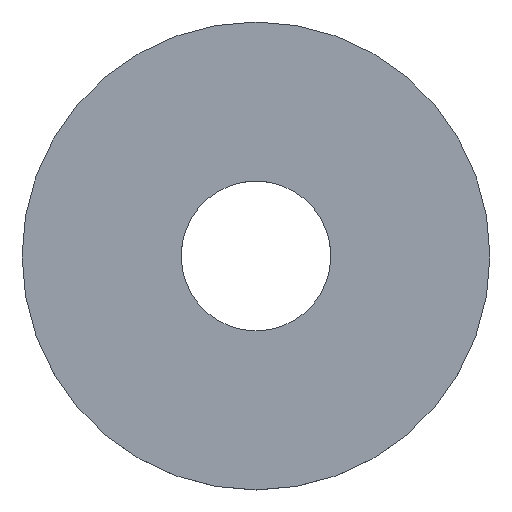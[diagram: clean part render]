
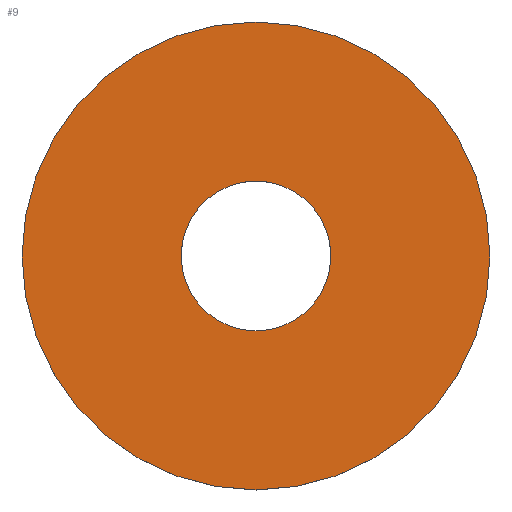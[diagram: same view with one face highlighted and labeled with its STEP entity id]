
A CAD part, top view. The second image highlights one B-rep face of the part: STEP entity #9.
In plain terms, the highlighted planar face has unit normal (0, 0, 1).
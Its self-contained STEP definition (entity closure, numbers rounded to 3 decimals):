
#9 = ADVANCED_FACE ( 'NONE', ( #144, #117 ), #51, .T. ) ;
#14 = DIRECTION ( 'NONE',  ( 0., 0., -1. ) ) ;
#21 = AXIS2_PLACEMENT_3D ( 'NONE', #160, #131, #127 ) ;
#22 = EDGE_CURVE ( 'NONE', #124, #124, #75, .T. ) ;
#25 = ORIENTED_EDGE ( 'NONE', *, *, #63, .T. ) ;
#44 = CARTESIAN_POINT ( 'NONE',  ( 0., 4., 1.4 ) ) ;
#51 = PLANE ( 'NONE',  #21 ) ;
#55 = VERTEX_POINT ( 'NONE', #44 ) ;
#61 = EDGE_LOOP ( 'NONE', ( #167 ) ) ;
#63 = EDGE_CURVE ( 'NONE', #55, #55, #115, .T. ) ;
#64 = EDGE_LOOP ( 'NONE', ( #25 ) ) ;
#75 = CIRCLE ( 'NONE', #80, 12.5 ) ;
#80 = AXIS2_PLACEMENT_3D ( 'NONE', #135, #14, #82 ) ;
#82 = DIRECTION ( 'NONE',  ( 0., 1., 0. ) ) ;
#96 = DIRECTION ( 'NONE',  ( 0., 1., 0. ) ) ;
#115 = CIRCLE ( 'NONE', #159, 4. ) ;
#117 = FACE_OUTER_BOUND ( 'NONE', #61, .T. ) ;
#120 = CARTESIAN_POINT ( 'NONE',  ( 0., 12.5, 1.4 ) ) ;
#124 = VERTEX_POINT ( 'NONE', #120 ) ;
#126 = CARTESIAN_POINT ( 'NONE',  ( 0., 0., 1.4 ) ) ;
#127 = DIRECTION ( 'NONE',  ( 0., -1., 0. ) ) ;
#131 = DIRECTION ( 'NONE',  ( 0., 0., 1. ) ) ;
#135 = CARTESIAN_POINT ( 'NONE',  ( 0., 0., 1.4 ) ) ;
#144 = FACE_BOUND ( 'NONE', #64, .T. ) ;
#154 = DIRECTION ( 'NONE',  ( 0., 0., -1. ) ) ;
#159 = AXIS2_PLACEMENT_3D ( 'NONE', #126, #154, #96 ) ;
#160 = CARTESIAN_POINT ( 'NONE',  ( 0., 4., 1.4 ) ) ;
#167 = ORIENTED_EDGE ( 'NONE', *, *, #22, .F. ) ;
